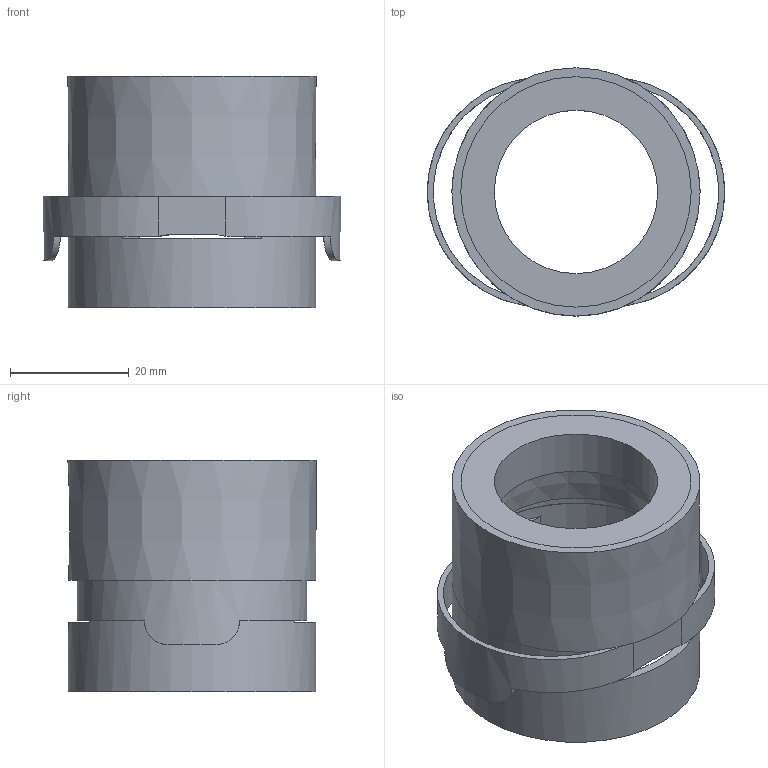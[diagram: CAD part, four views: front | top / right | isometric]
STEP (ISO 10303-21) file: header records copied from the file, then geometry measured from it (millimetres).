
FILE_DESCRIPTION(/* description */ (''),/* implementation_level */ '2;1');
FILE_NAME(/* name */ 'PAPR hose connector v2.step',/* time_stamp */ '2020-04-20T21:21:03-04:00',/* author */ (''),/* organization */ (''),/* preprocessor_version */ 'ST-DEVELOPER v18.1',/* originating_system */ 'Autodesk Translation Framework v9.2.0.1227',/* authorisation */ '');
FILE_SCHEMA (('AUTOMOTIVE_DESIGN { 1 0 10303 214 3 1 1 }'));
Length unit declared in the file: millimetre
Products named in the file (1): PAPR hose connector
Bounding box: 50 x 41.75 x 39 mm (x, y, z)
Volume: 13848.7 mm3; surface area: 14329.8 mm2
Topology: 2 solids, 2 shells, 45 faces, 141 edges, 93 vertices
Faces by surface type: plane 23, cylinder 12, cone 7, bspline 3
Full cylindrical faces by diameter (mm): 27.478 x1, 33.739 x1, 38.75 x1, 41.678 x1
Entity records: 2296 total; most frequent: CARTESIAN_POINT 991, ORIENTED_EDGE 274, DIRECTION 256, EDGE_CURVE 137, AXIS2_PLACEMENT_3D 99, VERTEX_POINT 93, LINE 58, VECTOR 58
